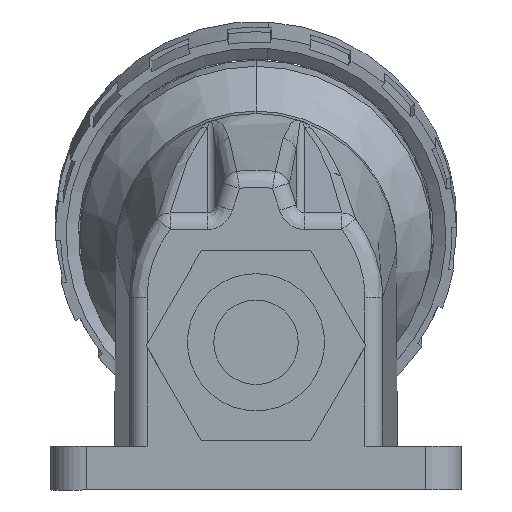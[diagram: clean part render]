
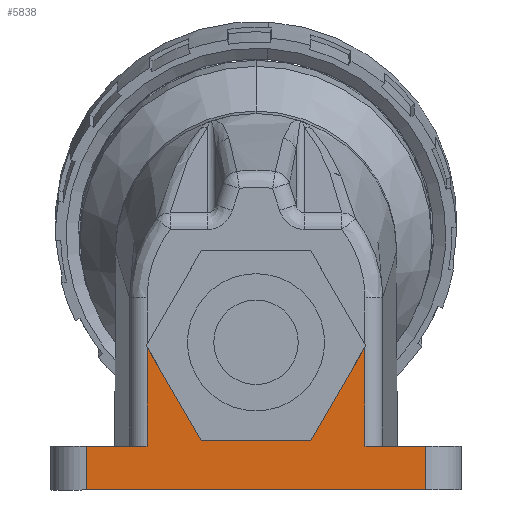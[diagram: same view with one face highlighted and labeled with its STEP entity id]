
A CAD part, left-side view. The second image highlights one B-rep face of the part: STEP entity #5838.
In plain terms, the highlighted planar face has unit normal (-1, 0, 0).
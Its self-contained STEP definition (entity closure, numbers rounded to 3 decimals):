
#1325=DIRECTION('',(0.,1.,0.));
#1326=VECTOR('',#1325,17.311);
#1327=CARTESIAN_POINT('',(-80.,79.489,12.5));
#1328=LINE('',#1327,#1326);
#1534=DIRECTION('',(0.,1.,0.));
#1535=VECTOR('',#1534,17.311);
#1536=CARTESIAN_POINT('',(-80.,0.2,12.5));
#1537=LINE('',#1536,#1535);
#1560=DIRECTION('',(0.,0.,-1.));
#1561=VECTOR('',#1560,28.174);
#1562=CARTESIAN_POINT('',(-80.,17.511,40.674));
#1563=LINE('',#1562,#1561);
#1564=DIRECTION('',(0.,0.,-1.));
#1565=VECTOR('',#1564,12.5);
#1566=CARTESIAN_POINT('',(-80.,0.2,12.5));
#1567=LINE('',#1566,#1565);
#1568=DIRECTION('',(0.,1.,0.));
#1569=VECTOR('',#1568,96.6);
#1570=CARTESIAN_POINT('',(-80.,0.2,0.));
#1571=LINE('',#1570,#1569);
#1572=DIRECTION('',(0.,0.,1.));
#1573=VECTOR('',#1572,12.5);
#1574=CARTESIAN_POINT('',(-80.,96.8,0.));
#1575=LINE('',#1574,#1573);
#1576=DIRECTION('',(0.,0.,1.));
#1577=VECTOR('',#1576,28.174);
#1578=CARTESIAN_POINT('',(-80.,79.489,12.5));
#1579=LINE('',#1578,#1577);
#1580=DIRECTION('',(0.,-0.5,-0.866));
#1581=VECTOR('',#1580,30.8);
#1582=CARTESIAN_POINT('',(-80.,79.489,40.674));
#1583=LINE('',#1582,#1581);
#1584=DIRECTION('',(0.,-1.,0.));
#1585=VECTOR('',#1584,31.177);
#1586=CARTESIAN_POINT('',(-80.,64.088,14.));
#1587=LINE('',#1586,#1585);
#1588=DIRECTION('',(0.,-0.5,0.866));
#1589=VECTOR('',#1588,30.8);
#1590=CARTESIAN_POINT('',(-80.,32.912,14.));
#1591=LINE('',#1590,#1589);
#1709=CARTESIAN_POINT('',(-80.,79.489,40.674));
#2788=CARTESIAN_POINT('',(-80.,0.2,12.5));
#2789=CARTESIAN_POINT('',(-80.,0.2,0.));
#2790=VERTEX_POINT('',#2788);
#2791=VERTEX_POINT('',#2789);
#2797=CARTESIAN_POINT('',(-80.,96.8,12.5));
#2799=VERTEX_POINT('',#2797);
#2800=CARTESIAN_POINT('',(-80.,96.8,0.));
#2801=VERTEX_POINT('',#2800);
#2816=CARTESIAN_POINT('',(-80.,64.088,14.));
#2817=CARTESIAN_POINT('',(-80.,32.912,14.));
#2818=VERTEX_POINT('',#2816);
#2819=VERTEX_POINT('',#2817);
#3034=CARTESIAN_POINT('',(-80.,17.511,40.674));
#3035=CARTESIAN_POINT('',(-80.,17.511,12.5));
#3036=VERTEX_POINT('',#3034);
#3037=VERTEX_POINT('',#3035);
#3080=VERTEX_POINT('',#1709);
#3081=CARTESIAN_POINT('',(-80.,79.489,12.5));
#3082=VERTEX_POINT('',#3081);
#5816=CARTESIAN_POINT('',(-80.,48.5,0.));
#5817=DIRECTION('',(-1.,0.,0.));
#5818=DIRECTION('',(0.,-1.,0.));
#5819=AXIS2_PLACEMENT_3D('',#5816,#5817,#5818);
#5820=PLANE('',#5819);
#5821=ORIENTED_EDGE('',*,*,#5581,.T.);
#5822=ORIENTED_EDGE('',*,*,#5801,.F.);
#5824=ORIENTED_EDGE('',*,*,#5823,.T.);
#5825=ORIENTED_EDGE('',*,*,#4476,.T.);
#5827=ORIENTED_EDGE('',*,*,#5826,.T.);
#5828=ORIENTED_EDGE('',*,*,#4594,.F.);
#5829=ORIENTED_EDGE('',*,*,#4620,.T.);
#5831=ORIENTED_EDGE('',*,*,#5830,.T.);
#5833=ORIENTED_EDGE('',*,*,#5832,.T.);
#5835=ORIENTED_EDGE('',*,*,#5834,.T.);
#5836=EDGE_LOOP('',(#5821,#5822,#5824,#5825,#5827,#5828,#5829,#5831,#5833,
#5835));
#5837=FACE_OUTER_BOUND('',#5836,.F.);
#5838=ADVANCED_FACE('',(#5837),#5820,.T.);
#4476=EDGE_CURVE('',#2791,#2801,#1571,.T.);
#4594=EDGE_CURVE('',#3082,#2799,#1328,.T.);
#4620=EDGE_CURVE('',#3082,#3080,#1579,.T.);
#5581=EDGE_CURVE('',#3036,#3037,#1563,.T.);
#5801=EDGE_CURVE('',#2790,#3037,#1537,.T.);
#5823=EDGE_CURVE('',#2790,#2791,#1567,.T.);
#5826=EDGE_CURVE('',#2801,#2799,#1575,.T.);
#5830=EDGE_CURVE('',#3080,#2818,#1583,.T.);
#5832=EDGE_CURVE('',#2818,#2819,#1587,.T.);
#5834=EDGE_CURVE('',#2819,#3036,#1591,.T.);
